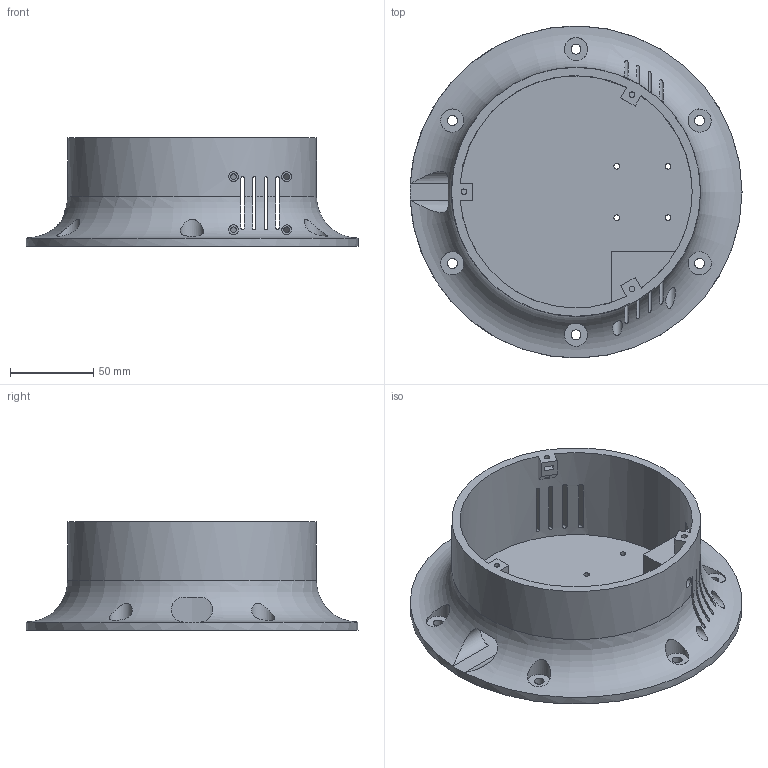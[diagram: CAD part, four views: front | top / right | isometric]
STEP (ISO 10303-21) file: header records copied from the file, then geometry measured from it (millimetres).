
FILE_DESCRIPTION(('FreeCAD Model'),'2;1');
FILE_NAME('BaseBot.step', '2017-01-10T08:53:24',('Author'),(''), 'Open CASCADE STEP processor 6.8','FreeCAD','Unknown');
FILE_SCHEMA(('AUTOMOTIVE_DESIGN_CC2 { 1 2 10303 214 -1 1 5 4 }'));
Length unit declared in the file: millimetre
Products named in the file (2): ASSEMBLY; BaseBot
Assembly tree (1 placements, depth 2):
  ASSEMBLY
    BaseBot
Bounding box: 200 x 200 x 65.5 mm (x, y, z)
Volume: 374486.3 mm3; surface area: 130609.2 mm2
Topology: 1 solids, 1 shells, 125 faces, 363 edges, 248 vertices
Faces by surface type: plane 69, cylinder 55, torus 1
Full cylindrical faces by diameter (mm): 3.4 x14, 5.9 x4, 6 x6, 6.8 x4, 14 x6, 140 x1, 150 x1, 200 x1
Entity records: 25294 total; most frequent: CARTESIAN_POINT 18502, DIRECTION 1070, ORIENTED_EDGE 726, PCURVE 726, DEFINITIONAL_REPRESENTATION 726, LINE 557, VECTOR 557, EDGE_CURVE 363
